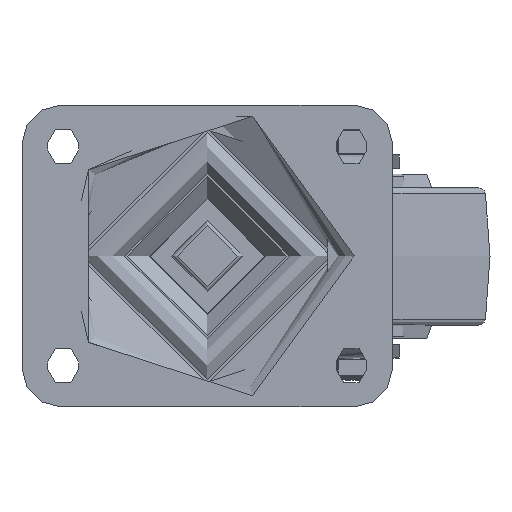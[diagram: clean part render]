
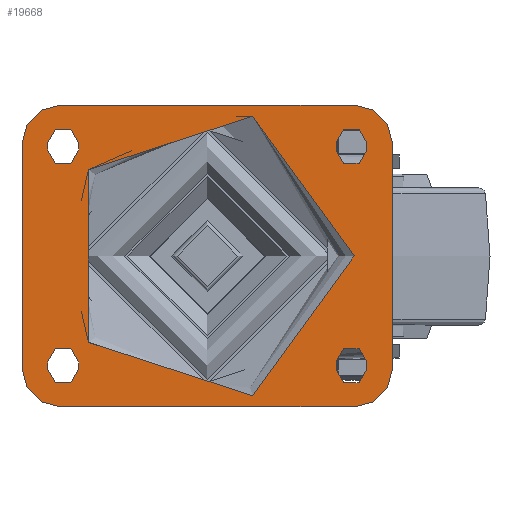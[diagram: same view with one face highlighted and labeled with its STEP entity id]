
A CAD part, top view. The second image highlights one B-rep face of the part: STEP entity #19668.
In plain terms, the highlighted planar face has unit normal (0, 0, 1).
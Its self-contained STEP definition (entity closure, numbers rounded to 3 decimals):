
#1898=FACE_BOUND('',#6343,.T.);
#1899=FACE_BOUND('',#6344,.T.);
#1900=FACE_BOUND('',#6345,.T.);
#1901=FACE_BOUND('',#6346,.T.);
#1902=FACE_BOUND('',#6347,.T.);
#2112=LINE('',#27070,#3453);
#2116=LINE('',#27080,#3457);
#2119=LINE('',#27088,#3460);
#2123=LINE('',#27100,#3464);
#2127=LINE('',#27112,#3468);
#2131=LINE('',#27124,#3472);
#2135=LINE('',#27136,#3476);
#2139=LINE('',#27148,#3480);
#2143=LINE('',#27160,#3484);
#2147=LINE('',#27172,#3488);
#2151=LINE('',#27184,#3492);
#2155=LINE('',#27196,#3496);
#3453=VECTOR('',#22799,10.);
#3457=VECTOR('',#22811,10.);
#3460=VECTOR('',#22816,10.);
#3464=VECTOR('',#22828,10.);
#3468=VECTOR('',#22840,10.);
#3472=VECTOR('',#22852,10.);
#3476=VECTOR('',#22864,10.);
#3480=VECTOR('',#22876,10.);
#3484=VECTOR('',#22888,10.);
#3488=VECTOR('',#22900,10.);
#3492=VECTOR('',#22912,10.);
#3496=VECTOR('',#22924,10.);
#5129=FACE_OUTER_BOUND('',#6342,.T.);
#6342=EDGE_LOOP('',(#13462,#13463,#13464,#13465,#13466,#13467,#13468,#13469));
#6343=EDGE_LOOP('',(#13470));
#6344=EDGE_LOOP('',(#13471,#13472,#13473,#13474));
#6345=EDGE_LOOP('',(#13475,#13476,#13477,#13478));
#6346=EDGE_LOOP('',(#13479,#13480,#13481,#13482));
#6347=EDGE_LOOP('',(#13483,#13484,#13485,#13486));
#7717=CIRCLE('',#21143,53.5);
#7738=CIRCLE('',#21181,5.6);
#7740=CIRCLE('',#21185,5.6);
#7742=CIRCLE('',#21190,5.6);
#7744=CIRCLE('',#21194,5.6);
#7746=CIRCLE('',#21198,5.6);
#7748=CIRCLE('',#21202,5.6);
#7750=CIRCLE('',#21206,5.6);
#7752=CIRCLE('',#21210,5.6);
#7754=CIRCLE('',#21214,14.);
#7756=CIRCLE('',#21218,14.);
#7758=CIRCLE('',#21222,14.);
#7760=CIRCLE('',#21226,14.);
#8316=VERTEX_POINT('',#26997);
#8334=VERTEX_POINT('',#27061);
#8335=VERTEX_POINT('',#27063);
#8337=VERTEX_POINT('',#27069);
#8339=VERTEX_POINT('',#27075);
#8342=VERTEX_POINT('',#27085);
#8343=VERTEX_POINT('',#27087);
#8345=VERTEX_POINT('',#27093);
#8347=VERTEX_POINT('',#27099);
#8350=VERTEX_POINT('',#27109);
#8351=VERTEX_POINT('',#27111);
#8353=VERTEX_POINT('',#27117);
#8355=VERTEX_POINT('',#27123);
#8358=VERTEX_POINT('',#27133);
#8359=VERTEX_POINT('',#27135);
#8361=VERTEX_POINT('',#27141);
#8363=VERTEX_POINT('',#27147);
#8366=VERTEX_POINT('',#27157);
#8367=VERTEX_POINT('',#27159);
#8369=VERTEX_POINT('',#27165);
#8371=VERTEX_POINT('',#27171);
#8373=VERTEX_POINT('',#27177);
#8375=VERTEX_POINT('',#27183);
#8377=VERTEX_POINT('',#27189);
#8379=VERTEX_POINT('',#27195);
#10285=EDGE_CURVE('',#8316,#8316,#7717,.T.);
#10314=EDGE_CURVE('',#8335,#8334,#7738,.T.);
#10317=EDGE_CURVE('',#8337,#8335,#2112,.T.);
#10320=EDGE_CURVE('',#8339,#8337,#7740,.T.);
#10323=EDGE_CURVE('',#8334,#8339,#2116,.T.);
#10326=EDGE_CURVE('',#8343,#8342,#2119,.T.);
#10329=EDGE_CURVE('',#8345,#8343,#7742,.T.);
#10332=EDGE_CURVE('',#8347,#8345,#2123,.T.);
#10335=EDGE_CURVE('',#8342,#8347,#7744,.T.);
#10338=EDGE_CURVE('',#8351,#8350,#2127,.T.);
#10341=EDGE_CURVE('',#8353,#8351,#7746,.T.);
#10344=EDGE_CURVE('',#8355,#8353,#2131,.T.);
#10347=EDGE_CURVE('',#8350,#8355,#7748,.T.);
#10350=EDGE_CURVE('',#8359,#8358,#2135,.T.);
#10353=EDGE_CURVE('',#8361,#8359,#7750,.T.);
#10356=EDGE_CURVE('',#8363,#8361,#2139,.T.);
#10359=EDGE_CURVE('',#8358,#8363,#7752,.T.);
#10362=EDGE_CURVE('',#8367,#8366,#2143,.T.);
#10365=EDGE_CURVE('',#8369,#8367,#7754,.T.);
#10368=EDGE_CURVE('',#8371,#8369,#2147,.T.);
#10371=EDGE_CURVE('',#8373,#8371,#7756,.T.);
#10374=EDGE_CURVE('',#8375,#8373,#2151,.T.);
#10377=EDGE_CURVE('',#8377,#8375,#7758,.T.);
#10380=EDGE_CURVE('',#8379,#8377,#2155,.T.);
#10383=EDGE_CURVE('',#8366,#8379,#7760,.T.);
#13462=ORIENTED_EDGE('',*,*,#10383,.T.);
#13463=ORIENTED_EDGE('',*,*,#10380,.T.);
#13464=ORIENTED_EDGE('',*,*,#10377,.T.);
#13465=ORIENTED_EDGE('',*,*,#10374,.T.);
#13466=ORIENTED_EDGE('',*,*,#10371,.T.);
#13467=ORIENTED_EDGE('',*,*,#10368,.T.);
#13468=ORIENTED_EDGE('',*,*,#10365,.T.);
#13469=ORIENTED_EDGE('',*,*,#10362,.T.);
#13470=ORIENTED_EDGE('',*,*,#10285,.T.);
#13471=ORIENTED_EDGE('',*,*,#10359,.T.);
#13472=ORIENTED_EDGE('',*,*,#10356,.T.);
#13473=ORIENTED_EDGE('',*,*,#10353,.T.);
#13474=ORIENTED_EDGE('',*,*,#10350,.T.);
#13475=ORIENTED_EDGE('',*,*,#10347,.T.);
#13476=ORIENTED_EDGE('',*,*,#10344,.T.);
#13477=ORIENTED_EDGE('',*,*,#10341,.T.);
#13478=ORIENTED_EDGE('',*,*,#10338,.T.);
#13479=ORIENTED_EDGE('',*,*,#10335,.T.);
#13480=ORIENTED_EDGE('',*,*,#10332,.T.);
#13481=ORIENTED_EDGE('',*,*,#10329,.T.);
#13482=ORIENTED_EDGE('',*,*,#10326,.T.);
#13483=ORIENTED_EDGE('',*,*,#10323,.T.);
#13484=ORIENTED_EDGE('',*,*,#10320,.T.);
#13485=ORIENTED_EDGE('',*,*,#10317,.T.);
#13486=ORIENTED_EDGE('',*,*,#10314,.T.);
#19164=PLANE('',#21227);
#19668=ADVANCED_FACE('',(#5129,#1898,#1899,#1900,#1901,#1902),#19164,.T.);
#21143=AXIS2_PLACEMENT_3D('',#26999,#22709,#22710);
#21181=AXIS2_PLACEMENT_3D('',#27064,#22793,#22794);
#21185=AXIS2_PLACEMENT_3D('',#27076,#22805,#22806);
#21190=AXIS2_PLACEMENT_3D('',#27094,#22822,#22823);
#21194=AXIS2_PLACEMENT_3D('',#27104,#22834,#22835);
#21198=AXIS2_PLACEMENT_3D('',#27118,#22846,#22847);
#21202=AXIS2_PLACEMENT_3D('',#27128,#22858,#22859);
#21206=AXIS2_PLACEMENT_3D('',#27142,#22870,#22871);
#21210=AXIS2_PLACEMENT_3D('',#27152,#22882,#22883);
#21214=AXIS2_PLACEMENT_3D('',#27166,#22894,#22895);
#21218=AXIS2_PLACEMENT_3D('',#27178,#22906,#22907);
#21222=AXIS2_PLACEMENT_3D('',#27190,#22918,#22919);
#21226=AXIS2_PLACEMENT_3D('',#27200,#22930,#22931);
#21227=AXIS2_PLACEMENT_3D('',#27201,#22932,#22933);
#22709=DIRECTION('center_axis',(0.,0.,-1.));
#22710=DIRECTION('ref_axis',(-1.,0.,0.));
#22793=DIRECTION('center_axis',(0.,0.,-1.));
#22794=DIRECTION('ref_axis',(1.,0.,0.));
#22799=DIRECTION('',(0.,1.,0.));
#22805=DIRECTION('center_axis',(0.,0.,-1.));
#22806=DIRECTION('ref_axis',(-1.,0.,0.));
#22811=DIRECTION('',(0.,-1.,0.));
#22816=DIRECTION('',(0.,1.,0.));
#22822=DIRECTION('center_axis',(0.,0.,-1.));
#22823=DIRECTION('ref_axis',(-1.,0.,0.));
#22828=DIRECTION('',(0.,-1.,0.));
#22834=DIRECTION('center_axis',(0.,0.,-1.));
#22835=DIRECTION('ref_axis',(1.,0.,0.));
#22840=DIRECTION('',(0.,1.,0.));
#22846=DIRECTION('center_axis',(0.,0.,-1.));
#22847=DIRECTION('ref_axis',(-1.,0.,0.));
#22852=DIRECTION('',(0.,-1.,0.));
#22858=DIRECTION('center_axis',(0.,0.,-1.));
#22859=DIRECTION('ref_axis',(1.,0.,0.));
#22864=DIRECTION('',(0.,-1.,0.));
#22870=DIRECTION('center_axis',(0.,0.,-1.));
#22871=DIRECTION('ref_axis',(1.,0.,0.));
#22876=DIRECTION('',(0.,1.,0.));
#22882=DIRECTION('center_axis',(0.,0.,-1.));
#22883=DIRECTION('ref_axis',(-1.,0.,0.));
#22888=DIRECTION('',(0.,-1.,0.));
#22894=DIRECTION('center_axis',(0.,0.,1.));
#22895=DIRECTION('ref_axis',(0.,1.,0.));
#22900=DIRECTION('',(-1.,0.,0.));
#22906=DIRECTION('center_axis',(0.,0.,1.));
#22907=DIRECTION('ref_axis',(1.,0.,0.));
#22912=DIRECTION('',(0.,1.,0.));
#22918=DIRECTION('center_axis',(0.,0.,1.));
#22919=DIRECTION('ref_axis',(0.,-1.,0.));
#22924=DIRECTION('',(1.,0.,0.));
#22930=DIRECTION('center_axis',(0.,0.,1.));
#22931=DIRECTION('ref_axis',(-1.,0.,0.));
#22932=DIRECTION('center_axis',(0.,0.,1.));
#22933=DIRECTION('ref_axis',(1.,0.,0.));
#26997=CARTESIAN_POINT('',(53.5,0.,5.));
#26999=CARTESIAN_POINT('Origin',(0.,0.,5.));
#27061=CARTESIAN_POINT('',(-46.9,-38.6,5.));
#27063=CARTESIAN_POINT('',(-58.1,-38.6,5.));
#27064=CARTESIAN_POINT('Origin',(-52.5,-38.6,5.));
#27069=CARTESIAN_POINT('',(-58.1,-41.4,5.));
#27070=CARTESIAN_POINT('',(-58.1,-38.6,5.));
#27075=CARTESIAN_POINT('',(-46.9,-41.4,5.));
#27076=CARTESIAN_POINT('Origin',(-52.5,-41.4,5.));
#27080=CARTESIAN_POINT('',(-46.9,-41.4,5.));
#27085=CARTESIAN_POINT('',(46.9,41.4,5.));
#27087=CARTESIAN_POINT('',(46.9,38.6,5.));
#27088=CARTESIAN_POINT('',(46.9,41.4,5.));
#27093=CARTESIAN_POINT('',(58.1,38.6,5.));
#27094=CARTESIAN_POINT('Origin',(52.5,38.6,5.));
#27099=CARTESIAN_POINT('',(58.1,41.4,5.));
#27100=CARTESIAN_POINT('',(58.1,38.6,5.));
#27104=CARTESIAN_POINT('Origin',(52.5,41.4,5.));
#27109=CARTESIAN_POINT('',(46.9,-38.6,5.));
#27111=CARTESIAN_POINT('',(46.9,-41.4,5.));
#27112=CARTESIAN_POINT('',(46.9,-41.4,5.));
#27117=CARTESIAN_POINT('',(58.1,-41.4,5.));
#27118=CARTESIAN_POINT('Origin',(52.5,-41.4,5.));
#27123=CARTESIAN_POINT('',(58.1,-38.6,5.));
#27124=CARTESIAN_POINT('',(58.1,-38.6,5.));
#27128=CARTESIAN_POINT('Origin',(52.5,-38.6,5.));
#27133=CARTESIAN_POINT('',(-46.9,38.6,5.));
#27135=CARTESIAN_POINT('',(-46.9,41.4,5.));
#27136=CARTESIAN_POINT('',(-46.9,41.4,5.));
#27141=CARTESIAN_POINT('',(-58.1,41.4,5.));
#27142=CARTESIAN_POINT('Origin',(-52.5,41.4,5.));
#27147=CARTESIAN_POINT('',(-58.1,38.6,5.));
#27148=CARTESIAN_POINT('',(-58.1,38.6,5.));
#27152=CARTESIAN_POINT('Origin',(-52.5,38.6,5.));
#27157=CARTESIAN_POINT('',(-67.5,-41.,5.));
#27159=CARTESIAN_POINT('',(-67.5,41.,5.));
#27160=CARTESIAN_POINT('',(-67.5,-41.,5.));
#27165=CARTESIAN_POINT('',(-53.5,55.,5.));
#27166=CARTESIAN_POINT('Origin',(-53.5,41.,5.));
#27171=CARTESIAN_POINT('',(53.5,55.,5.));
#27172=CARTESIAN_POINT('',(-53.5,55.,5.));
#27177=CARTESIAN_POINT('',(67.5,41.,5.));
#27178=CARTESIAN_POINT('Origin',(53.5,41.,5.));
#27183=CARTESIAN_POINT('',(67.5,-41.,5.));
#27184=CARTESIAN_POINT('',(67.5,41.,5.));
#27189=CARTESIAN_POINT('',(53.5,-55.,5.));
#27190=CARTESIAN_POINT('Origin',(53.5,-41.,5.));
#27195=CARTESIAN_POINT('',(-53.5,-55.,5.));
#27196=CARTESIAN_POINT('',(53.5,-55.,5.));
#27200=CARTESIAN_POINT('Origin',(-53.5,-41.,5.));
#27201=CARTESIAN_POINT('Origin',(0.,0.,5.));
